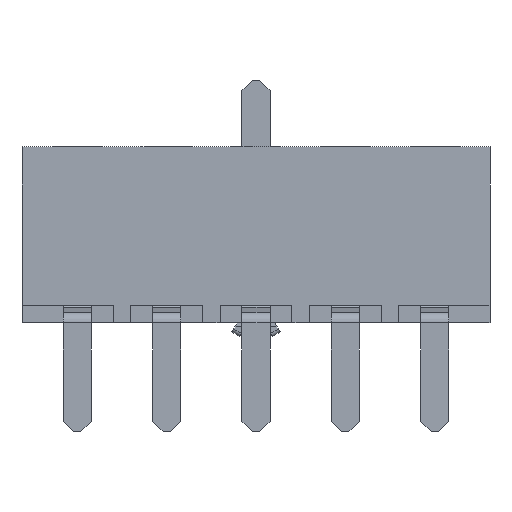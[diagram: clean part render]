
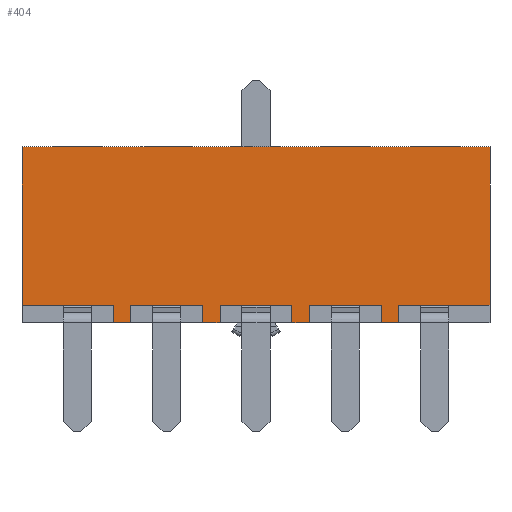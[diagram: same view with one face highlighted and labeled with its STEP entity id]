
A CAD part, front view. The second image highlights one B-rep face of the part: STEP entity #404.
In plain terms, the highlighted planar face has unit normal (0, -1, 0).
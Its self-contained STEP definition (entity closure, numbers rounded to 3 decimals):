
#404 = ADVANCED_FACE( '', ( #959 ), #960, .F. );
#959 = FACE_OUTER_BOUND( '', #1671, .T. );
#960 = PLANE( '', #1672 );
#1671 = EDGE_LOOP( '', ( #2831, #2832, #2833, #2834, #2835, #2836, #2837, #2838, #2839, #2840, #2841, #2842, #2843, #2844, #2845, #2846, #2847, #2848, #2849, #2850 ) );
#1672 = AXIS2_PLACEMENT_3D( '', #2851, #2852, #2853 );
#2831 = ORIENTED_EDGE( '', *, *, #4606, .T. );
#2832 = ORIENTED_EDGE( '', *, *, #4578, .T. );
#2833 = ORIENTED_EDGE( '', *, *, #4530, .F. );
#2834 = ORIENTED_EDGE( '', *, *, #4607, .F. );
#2835 = ORIENTED_EDGE( '', *, *, #4236, .T. );
#2836 = ORIENTED_EDGE( '', *, *, #4254, .T. );
#2837 = ORIENTED_EDGE( '', *, *, #4608, .F. );
#2838 = ORIENTED_EDGE( '', *, *, #4609, .F. );
#2839 = ORIENTED_EDGE( '', *, *, #4610, .T. );
#2840 = ORIENTED_EDGE( '', *, *, #4432, .T. );
#2841 = ORIENTED_EDGE( '', *, *, #4611, .F. );
#2842 = ORIENTED_EDGE( '', *, *, #4612, .F. );
#2843 = ORIENTED_EDGE( '', *, *, #4613, .T. );
#2844 = ORIENTED_EDGE( '', *, *, #4614, .T. );
#2845 = ORIENTED_EDGE( '', *, *, #4343, .F. );
#2846 = ORIENTED_EDGE( '', *, *, #4615, .F. );
#2847 = ORIENTED_EDGE( '', *, *, #4616, .T. );
#2848 = ORIENTED_EDGE( '', *, *, #4617, .T. );
#2849 = ORIENTED_EDGE( '', *, *, #4453, .F. );
#2850 = ORIENTED_EDGE( '', *, *, #4618, .T. );
#2851 = CARTESIAN_POINT( '', ( 6.65, -2.54, 2.5 ) );
#2852 = DIRECTION( '', ( 0., 1., 0. ) );
#2853 = DIRECTION( '', ( 0., 0., 1. ) );
#4236 = EDGE_CURVE( '', #5067, #5065, #5068, .T. );
#4254 = EDGE_CURVE( '', #5065, #5097, #5100, .T. );
#4343 = EDGE_CURVE( '', #5252, #5254, #5255, .T. );
#4432 = EDGE_CURVE( '', #5402, #5400, #5403, .T. );
#4453 = EDGE_CURVE( '', #5434, #5436, #5437, .T. );
#4530 = EDGE_CURVE( '', #5560, #5562, #5563, .T. );
#4578 = EDGE_CURVE( '', #5632, #5562, #5633, .T. );
#4606 = EDGE_CURVE( '', #5675, #5632, #5676, .T. );
#4607 = EDGE_CURVE( '', #5067, #5560, #5677, .T. );
#4608 = EDGE_CURVE( '', #5678, #5097, #5679, .T. );
#4609 = EDGE_CURVE( '', #5680, #5678, #5681, .T. );
#4610 = EDGE_CURVE( '', #5680, #5402, #5682, .T. );
#4611 = EDGE_CURVE( '', #5683, #5400, #5684, .T. );
#4612 = EDGE_CURVE( '', #5685, #5683, #5686, .T. );
#4613 = EDGE_CURVE( '', #5685, #5687, #5688, .T. );
#4614 = EDGE_CURVE( '', #5687, #5254, #5689, .T. );
#4615 = EDGE_CURVE( '', #5690, #5252, #5691, .T. );
#4616 = EDGE_CURVE( '', #5690, #5692, #5693, .T. );
#4617 = EDGE_CURVE( '', #5692, #5436, #5694, .T. );
#4618 = EDGE_CURVE( '', #5434, #5675, #5695, .T. );
#5065 = VERTEX_POINT( '', #6264 );
#5067 = VERTEX_POINT( '', #6267 );
#5068 = LINE( '', #6268, #6269 );
#5097 = VERTEX_POINT( '', #6309 );
#5100 = LINE( '', #6313, #6314 );
#5252 = VERTEX_POINT( '', #6538 );
#5254 = VERTEX_POINT( '', #6541 );
#5255 = LINE( '', #6542, #6543 );
#5400 = VERTEX_POINT( '', #6762 );
#5402 = VERTEX_POINT( '', #6765 );
#5403 = LINE( '', #6766, #6767 );
#5434 = VERTEX_POINT( '', #6813 );
#5436 = VERTEX_POINT( '', #6816 );
#5437 = LINE( '', #6817, #6818 );
#5560 = VERTEX_POINT( '', #7002 );
#5562 = VERTEX_POINT( '', #7005 );
#5563 = LINE( '', #7006, #7007 );
#5632 = VERTEX_POINT( '', #7114 );
#5633 = LINE( '', #7115, #7116 );
#5675 = VERTEX_POINT( '', #7177 );
#5676 = LINE( '', #7178, #7179 );
#5677 = LINE( '', #7180, #7181 );
#5678 = VERTEX_POINT( '', #7182 );
#5679 = LINE( '', #7183, #7184 );
#5680 = VERTEX_POINT( '', #7185 );
#5681 = LINE( '', #7186, #7187 );
#5682 = LINE( '', #7188, #7189 );
#5683 = VERTEX_POINT( '', #7190 );
#5684 = LINE( '', #7191, #7192 );
#5685 = VERTEX_POINT( '', #7193 );
#5686 = LINE( '', #7194, #7195 );
#5687 = VERTEX_POINT( '', #7196 );
#5688 = LINE( '', #7197, #7198 );
#5689 = LINE( '', #7199, #7200 );
#5690 = VERTEX_POINT( '', #7201 );
#5691 = LINE( '', #7202, #7203 );
#5692 = VERTEX_POINT( '', #7204 );
#5693 = LINE( '', #7205, #7206 );
#5694 = LINE( '', #7207, #7208 );
#5695 = LINE( '', #7209, #7210 );
#6264 = CARTESIAN_POINT( '', ( -3.56, -2.54, -2. ) );
#6267 = CARTESIAN_POINT( '', ( -3.56, -2.54, -2.5 ) );
#6268 = CARTESIAN_POINT( '', ( -3.56, -2.54, -2.5 ) );
#6269 = VECTOR( '', #7974, 1000. );
#6309 = CARTESIAN_POINT( '', ( -1.52, -2.54, -2. ) );
#6313 = CARTESIAN_POINT( '', ( -8.44, -2.54, -2. ) );
#6314 = VECTOR( '', #7993, 1000. );
#6538 = CARTESIAN_POINT( '', ( 3.56, -2.54, -2.5 ) );
#6541 = CARTESIAN_POINT( '', ( 3.56, -2.54, -2. ) );
#6542 = CARTESIAN_POINT( '', ( 3.56, -2.54, -2.5 ) );
#6543 = VECTOR( '', #8085, 1000. );
#6762 = CARTESIAN_POINT( '', ( 1.02, -2.54, -2. ) );
#6765 = CARTESIAN_POINT( '', ( -1.02, -2.54, -2. ) );
#6766 = CARTESIAN_POINT( '', ( -8.44, -2.54, -2. ) );
#6767 = VECTOR( '', #8166, 1000. );
#6813 = CARTESIAN_POINT( '', ( 6.65, -2.54, 2.5 ) );
#6816 = CARTESIAN_POINT( '', ( 6.65, -2.54, -2. ) );
#6817 = CARTESIAN_POINT( '', ( 6.65, -2.54, 2.5 ) );
#6818 = VECTOR( '', #8183, 1000. );
#7002 = CARTESIAN_POINT( '', ( -4.06, -2.54, -2.5 ) );
#7005 = CARTESIAN_POINT( '', ( -4.06, -2.54, -2. ) );
#7006 = CARTESIAN_POINT( '', ( -4.06, -2.54, -2.5 ) );
#7007 = VECTOR( '', #8256, 1000. );
#7114 = CARTESIAN_POINT( '', ( -6.65, -2.54, -2. ) );
#7115 = CARTESIAN_POINT( '', ( -8.44, -2.54, -2. ) );
#7116 = VECTOR( '', #8296, 1000. );
#7177 = CARTESIAN_POINT( '', ( -6.65, -2.54, 2.5 ) );
#7178 = CARTESIAN_POINT( '', ( -6.65, -2.54, 2.5 ) );
#7179 = VECTOR( '', #8322, 1000. );
#7180 = CARTESIAN_POINT( '', ( -3.56, -2.54, -2.5 ) );
#7181 = VECTOR( '', #8323, 1000. );
#7182 = CARTESIAN_POINT( '', ( -1.52, -2.54, -2.5 ) );
#7183 = CARTESIAN_POINT( '', ( -1.52, -2.54, -2.5 ) );
#7184 = VECTOR( '', #8324, 1000. );
#7185 = CARTESIAN_POINT( '', ( -1.02, -2.54, -2.5 ) );
#7186 = CARTESIAN_POINT( '', ( -1.02, -2.54, -2.5 ) );
#7187 = VECTOR( '', #8325, 1000. );
#7188 = CARTESIAN_POINT( '', ( -1.02, -2.54, -2.5 ) );
#7189 = VECTOR( '', #8326, 1000. );
#7190 = CARTESIAN_POINT( '', ( 1.02, -2.54, -2.5 ) );
#7191 = CARTESIAN_POINT( '', ( 1.02, -2.54, -2.5 ) );
#7192 = VECTOR( '', #8327, 1000. );
#7193 = CARTESIAN_POINT( '', ( 1.52, -2.54, -2.5 ) );
#7194 = CARTESIAN_POINT( '', ( 1.52, -2.54, -2.5 ) );
#7195 = VECTOR( '', #8328, 1000. );
#7196 = CARTESIAN_POINT( '', ( 1.52, -2.54, -2. ) );
#7197 = CARTESIAN_POINT( '', ( 1.52, -2.54, -2.5 ) );
#7198 = VECTOR( '', #8329, 1000. );
#7199 = CARTESIAN_POINT( '', ( -8.44, -2.54, -2. ) );
#7200 = VECTOR( '', #8330, 1000. );
#7201 = CARTESIAN_POINT( '', ( 4.06, -2.54, -2.5 ) );
#7202 = CARTESIAN_POINT( '', ( 4.06, -2.54, -2.5 ) );
#7203 = VECTOR( '', #8331, 1000. );
#7204 = CARTESIAN_POINT( '', ( 4.06, -2.54, -2. ) );
#7205 = CARTESIAN_POINT( '', ( 4.06, -2.54, -2.5 ) );
#7206 = VECTOR( '', #8332, 1000. );
#7207 = CARTESIAN_POINT( '', ( -8.44, -2.54, -2. ) );
#7208 = VECTOR( '', #8333, 1000. );
#7209 = CARTESIAN_POINT( '', ( 6.65, -2.54, 2.5 ) );
#7210 = VECTOR( '', #8334, 1000. );
#7974 = DIRECTION( '', ( 0., 0., 1. ) );
#7993 = DIRECTION( '', ( 1., 0., 0. ) );
#8085 = DIRECTION( '', ( 0., 0., 1. ) );
#8166 = DIRECTION( '', ( 1., 0., 0. ) );
#8183 = DIRECTION( '', ( 0., 0., -1. ) );
#8256 = DIRECTION( '', ( 0., 0., 1. ) );
#8296 = DIRECTION( '', ( 1., 0., 0. ) );
#8322 = DIRECTION( '', ( 0., 0., -1. ) );
#8323 = DIRECTION( '', ( -1., 0., 0. ) );
#8324 = DIRECTION( '', ( 0., 0., 1. ) );
#8325 = DIRECTION( '', ( -1., 0., 0. ) );
#8326 = DIRECTION( '', ( 0., 0., 1. ) );
#8327 = DIRECTION( '', ( 0., 0., 1. ) );
#8328 = DIRECTION( '', ( -1., 0., 0. ) );
#8329 = DIRECTION( '', ( 0., 0., 1. ) );
#8330 = DIRECTION( '', ( 1., 0., 0. ) );
#8331 = DIRECTION( '', ( -1., 0., 0. ) );
#8332 = DIRECTION( '', ( 0., 0., 1. ) );
#8333 = DIRECTION( '', ( 1., 0., 0. ) );
#8334 = DIRECTION( '', ( -1., 0., 0. ) );
